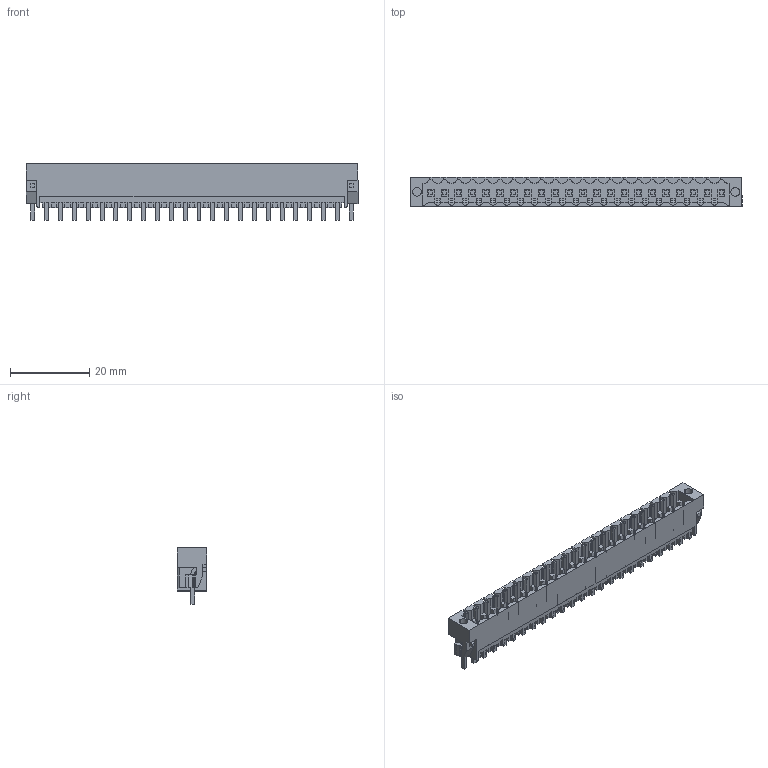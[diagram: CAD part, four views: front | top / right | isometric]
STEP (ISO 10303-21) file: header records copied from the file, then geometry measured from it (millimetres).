
FILE_DESCRIPTION(('CATIA V5 STEP Exchange','CAx-IF Rec.Pracs.--- Model Styling and Organization---1.2---2011-12-15'),'2;1');
FILE_NAME ('D1457289_0_1842740000_1842740000.stp','2018-03-20T11:21:29+00:00',('none'),('Weidmueller'),'CATIA Version 5-6 Release 2014','CATIA V5 STEP AP214','none');
FILE_SCHEMA(('AUTOMOTIVE_DESIGN { 1 0 10303 214 1 1 1 1 }'));
Length unit declared in the file: millimetre
Products named in the file (1): 1842740000
Bounding box: 83.95 x 7.45 x 14.25 mm (x, y, z)
Volume: 2796.6 mm3; surface area: 7608 mm2
Topology: 25 solids, 25 shells, 1725 faces, 5097 edges, 3467 vertices
Faces by surface type: plane 1559, cylinder 166
Entity records: 54283 total; most frequent: ORIENTED_EDGE 10194, CARTESIAN_POINT 10022, DIRECTION 6682, EDGE_CURVE 5097, VECTOR 4677, LINE 4677, VERTEX_POINT 3467, EDGE_LOOP 1818
